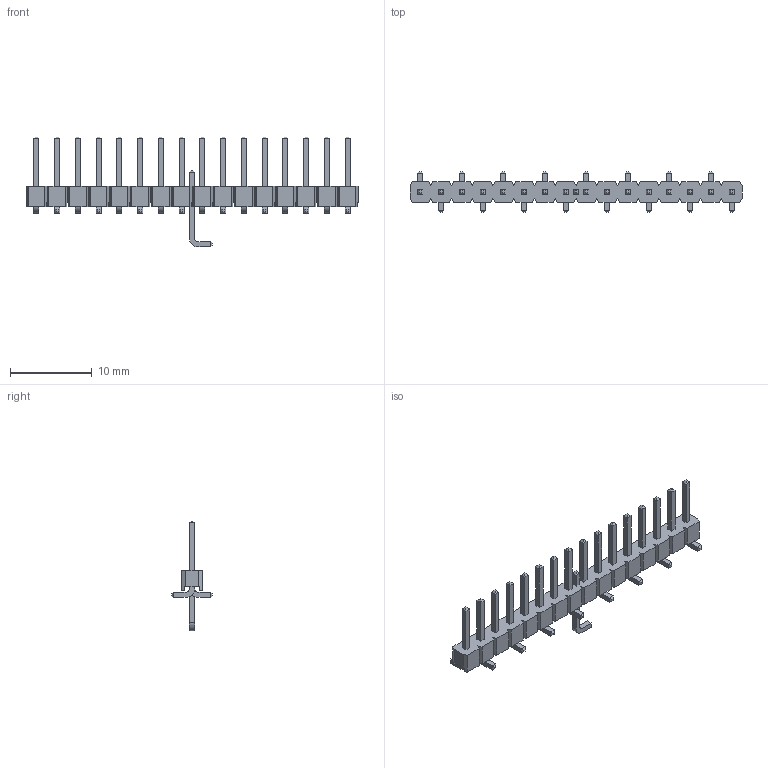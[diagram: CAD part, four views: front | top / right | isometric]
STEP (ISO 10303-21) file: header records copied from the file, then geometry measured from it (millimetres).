
FILE_DESCRIPTION( ( 'Unknown' ), '1' );
FILE_NAME( '61001618221.stp', 'Unknown', ( 'Unknown' ), ( 'Unknown' ), 'PSStep 14.0', 'Unknown', ' ' );
FILE_SCHEMA( ( 'AUTOMOTIVE_DESIGN { 1 0 10303 214 1 1 1 1 }' ) );
Length unit declared in the file: millimetre
Products named in the file (3): Assem1; 6100xx18221_PIN; 61001618221
Bounding box: 40.64 x 5 x 13.45 mm (x, y, z)
Volume: 481.1 mm3; surface area: 1620.5 mm2
Topology: 19 solids, 19 shells, 762 faces, 2036 edges, 1312 vertices
Faces by surface type: plane 728, cylinder 34
Entity records: 10126 total; most frequent: CARTESIAN_POINT 1458, ORIENTED_EDGE 1436, DIRECTION 1250, EDGE_CURVE 718, LINE 714, VECTOR 714, VERTEX_POINT 476, EDGE_LOOP 278
